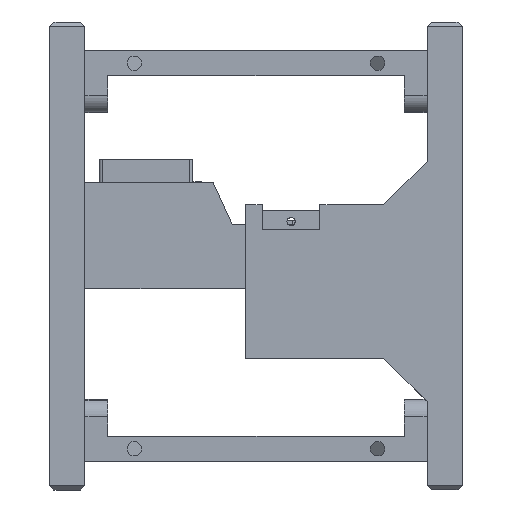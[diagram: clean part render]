
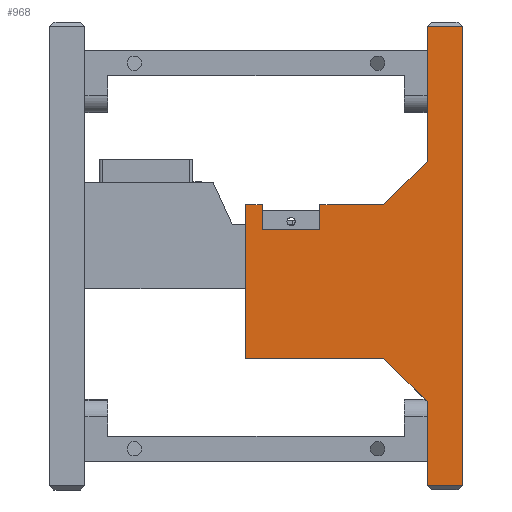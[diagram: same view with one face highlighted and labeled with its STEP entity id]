
A CAD part, front view. The second image highlights one B-rep face of the part: STEP entity #968.
In plain terms, the highlighted planar face has unit normal (0, -1, 0).
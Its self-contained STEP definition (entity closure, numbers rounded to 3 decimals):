
#45 = ORIENTED_EDGE ( 'NONE', *, *, #2887, .F. ) ;
#135 = VECTOR ( 'NONE', #12382, 1000. ) ;
#258 = EDGE_CURVE ( 'NONE', #12664, #5324, #4853, .T. ) ;
#780 = ORIENTED_EDGE ( 'NONE', *, *, #12817, .F. ) ;
#968 = ADVANCED_FACE ( 'NONE', ( #7155 ), #14150, .T. ) ;
#1586 = DIRECTION ( 'NONE',  ( 0., 0., -1. ) ) ;
#1663 = CARTESIAN_POINT ( 'NONE',  ( -25., 0., 69.157 ) ) ;
#1736 = EDGE_LOOP ( 'NONE', ( #2922, #20183, #5547, #45, #18299, #11765, #8147, #19911, #19105, #9326, #6678, #780, #9119, #21578 ) ) ;
#2276 = VECTOR ( 'NONE', #17402, 1000. ) ;
#2298 = EDGE_CURVE ( 'NONE', #19463, #12399, #5578, .T. ) ;
#2598 = VERTEX_POINT ( 'NONE', #7598 ) ;
#2756 = VERTEX_POINT ( 'NONE', #15145 ) ;
#2831 = VECTOR ( 'NONE', #14308, 1000. ) ;
#2887 = EDGE_CURVE ( 'NONE', #9527, #4185, #3279, .T. ) ;
#2922 = ORIENTED_EDGE ( 'NONE', *, *, #9555, .F. ) ;
#2968 = VECTOR ( 'NONE', #20450, 1000. ) ;
#3279 = LINE ( 'NONE', #1663, #2968 ) ;
#3398 = LINE ( 'NONE', #5127, #10101 ) ;
#3454 = VERTEX_POINT ( 'NONE', #10001 ) ;
#3512 = DIRECTION ( 'NONE',  ( 1., 0., 0. ) ) ;
#3583 = LINE ( 'NONE', #11037, #14936 ) ;
#3855 = CARTESIAN_POINT ( 'NONE',  ( -25., 0., 32. ) ) ;
#3903 = VECTOR ( 'NONE', #21808, 1000. ) ;
#3938 = CARTESIAN_POINT ( 'NONE',  ( -26., 0., 63.2 ) ) ;
#4185 = VERTEX_POINT ( 'NONE', #7965 ) ;
#4536 = CARTESIAN_POINT ( 'NONE',  ( 0., 0., 1. ) ) ;
#4623 = CARTESIAN_POINT ( 'NONE',  ( 0., 0., 113.5 ) ) ;
#4794 = VERTEX_POINT ( 'NONE', #13714 ) ;
#4842 = CARTESIAN_POINT ( 'NONE',  ( -44., 0., 69.157 ) ) ;
#4853 = LINE ( 'NONE', #18902, #2276 ) ;
#4858 = EDGE_CURVE ( 'NONE', #4185, #4794, #19238, .T. ) ;
#4880 = LINE ( 'NONE', #4536, #18339 ) ;
#5127 = CARTESIAN_POINT ( 'NONE',  ( -10.5, 0., 69.157 ) ) ;
#5324 = VERTEX_POINT ( 'NONE', #19808 ) ;
#5360 = CARTESIAN_POINT ( 'NONE',  ( -25., 0., 69.157 ) ) ;
#5547 = ORIENTED_EDGE ( 'NONE', *, *, #4858, .F. ) ;
#5578 = LINE ( 'NONE', #9385, #9760 ) ;
#5652 = LINE ( 'NONE', #10931, #13691 ) ;
#6512 = DIRECTION ( 'NONE',  ( -1., 0., 0. ) ) ;
#6678 = ORIENTED_EDGE ( 'NONE', *, *, #258, .F. ) ;
#7109 = DIRECTION ( 'NONE',  ( -0.707, 0., -0.707 ) ) ;
#7155 = FACE_OUTER_BOUND ( 'NONE', #1736, .T. ) ;
#7304 = EDGE_CURVE ( 'NONE', #2756, #9909, #3398, .T. ) ;
#7598 = CARTESIAN_POINT ( 'NONE',  ( -26., 0., 69.157 ) ) ;
#7711 = DIRECTION ( 'NONE',  ( 0., 0., 1. ) ) ;
#7735 = CARTESIAN_POINT ( 'NONE',  ( 0., 0., 21.5 ) ) ;
#7965 = CARTESIAN_POINT ( 'NONE',  ( -40., 0., 69.157 ) ) ;
#8147 = ORIENTED_EDGE ( 'NONE', *, *, #2298, .T. ) ;
#8807 = CARTESIAN_POINT ( 'NONE',  ( -10.5, 0., 32. ) ) ;
#8944 = EDGE_CURVE ( 'NONE', #3454, #9527, #9737, .T. ) ;
#9119 = ORIENTED_EDGE ( 'NONE', *, *, #7304, .T. ) ;
#9160 = LINE ( 'NONE', #19618, #2831 ) ;
#9326 = ORIENTED_EDGE ( 'NONE', *, *, #21353, .F. ) ;
#9385 = CARTESIAN_POINT ( 'NONE',  ( -10.5, 0., 32. ) ) ;
#9527 = VERTEX_POINT ( 'NONE', #4842 ) ;
#9555 = EDGE_CURVE ( 'NONE', #18419, #2598, #3583, .T. ) ;
#9737 = LINE ( 'NONE', #18687, #3903 ) ;
#9760 = VECTOR ( 'NONE', #16368, 1000. ) ;
#9909 = VERTEX_POINT ( 'NONE', #12064 ) ;
#9959 = VECTOR ( 'NONE', #18183, 1000. ) ;
#10001 = CARTESIAN_POINT ( 'NONE',  ( -44., 0., 32. ) ) ;
#10101 = VECTOR ( 'NONE', #7109, 1000. ) ;
#10135 = VECTOR ( 'NONE', #20740, 1000. ) ;
#10709 = DIRECTION ( 'NONE',  ( 0., 0., -1. ) ) ;
#10760 = LINE ( 'NONE', #3855, #135 ) ;
#10782 = EDGE_CURVE ( 'NONE', #4794, #18419, #9160, .T. ) ;
#10931 = CARTESIAN_POINT ( 'NONE',  ( 8.5, 0., 0. ) ) ;
#11028 = CARTESIAN_POINT ( 'NONE',  ( 0., 0., 0. ) ) ;
#11037 = CARTESIAN_POINT ( 'NONE',  ( -26., 0., 113.5 ) ) ;
#11195 = VERTEX_POINT ( 'NONE', #18311 ) ;
#11765 = ORIENTED_EDGE ( 'NONE', *, *, #17800, .T. ) ;
#12064 = CARTESIAN_POINT ( 'NONE',  ( -10.5, 0., 69.157 ) ) ;
#12068 = EDGE_CURVE ( 'NONE', #11195, #16776, #4880, .T. ) ;
#12245 = LINE ( 'NONE', #5360, #22189 ) ;
#12382 = DIRECTION ( 'NONE',  ( 1., 0., 0. ) ) ;
#12399 = VERTEX_POINT ( 'NONE', #7735 ) ;
#12656 = VECTOR ( 'NONE', #7711, 1000. ) ;
#12661 = CARTESIAN_POINT ( 'NONE',  ( 0., 0., 112.5 ) ) ;
#12664 = VERTEX_POINT ( 'NONE', #12661 ) ;
#12817 = EDGE_CURVE ( 'NONE', #2756, #12664, #19894, .T. ) ;
#13188 = EDGE_CURVE ( 'NONE', #2598, #9909, #12245, .T. ) ;
#13633 = AXIS2_PLACEMENT_3D ( 'NONE', #4623, #21182, #1586 ) ;
#13691 = VECTOR ( 'NONE', #10709, 1000. ) ;
#13714 = CARTESIAN_POINT ( 'NONE',  ( -40., 0., 63.2 ) ) ;
#13830 = CARTESIAN_POINT ( 'NONE',  ( -40., 0., 113.5 ) ) ;
#14150 = PLANE ( 'NONE',  #13633 ) ;
#14308 = DIRECTION ( 'NONE',  ( 1., 0., 0. ) ) ;
#14936 = VECTOR ( 'NONE', #21076, 1000. ) ;
#15145 = CARTESIAN_POINT ( 'NONE',  ( 0., 0., 79.657 ) ) ;
#16368 = DIRECTION ( 'NONE',  ( 0.707, 0., -0.707 ) ) ;
#16430 = CARTESIAN_POINT ( 'NONE',  ( 0., 0., 0. ) ) ;
#16776 = VERTEX_POINT ( 'NONE', #21278 ) ;
#17402 = DIRECTION ( 'NONE',  ( 1., 0., 0. ) ) ;
#17729 = LINE ( 'NONE', #11028, #9959 ) ;
#17800 = EDGE_CURVE ( 'NONE', #3454, #19463, #10760, .T. ) ;
#18183 = DIRECTION ( 'NONE',  ( 0., 0., 1. ) ) ;
#18299 = ORIENTED_EDGE ( 'NONE', *, *, #8944, .F. ) ;
#18311 = CARTESIAN_POINT ( 'NONE',  ( 8.5, 0., 1. ) ) ;
#18339 = VECTOR ( 'NONE', #6512, 1000. ) ;
#18419 = VERTEX_POINT ( 'NONE', #3938 ) ;
#18687 = CARTESIAN_POINT ( 'NONE',  ( -44., 0., 69.157 ) ) ;
#18844 = EDGE_CURVE ( 'NONE', #16776, #12399, #17729, .T. ) ;
#18902 = CARTESIAN_POINT ( 'NONE',  ( 0., 0., 112.5 ) ) ;
#19105 = ORIENTED_EDGE ( 'NONE', *, *, #12068, .F. ) ;
#19238 = LINE ( 'NONE', #13830, #10135 ) ;
#19463 = VERTEX_POINT ( 'NONE', #8807 ) ;
#19618 = CARTESIAN_POINT ( 'NONE',  ( 0., 0., 63.2 ) ) ;
#19808 = CARTESIAN_POINT ( 'NONE',  ( 8.5, 0., 112.5 ) ) ;
#19894 = LINE ( 'NONE', #16430, #12656 ) ;
#19911 = ORIENTED_EDGE ( 'NONE', *, *, #18844, .F. ) ;
#20183 = ORIENTED_EDGE ( 'NONE', *, *, #10782, .F. ) ;
#20450 = DIRECTION ( 'NONE',  ( 1., 0., 0. ) ) ;
#20740 = DIRECTION ( 'NONE',  ( 0., 0., -1. ) ) ;
#21076 = DIRECTION ( 'NONE',  ( 0., 0., 1. ) ) ;
#21182 = DIRECTION ( 'NONE',  ( 0., -1., 0. ) ) ;
#21278 = CARTESIAN_POINT ( 'NONE',  ( 0., 0., 1. ) ) ;
#21353 = EDGE_CURVE ( 'NONE', #5324, #11195, #5652, .T. ) ;
#21578 = ORIENTED_EDGE ( 'NONE', *, *, #13188, .F. ) ;
#21808 = DIRECTION ( 'NONE',  ( 0., 0., 1. ) ) ;
#22189 = VECTOR ( 'NONE', #3512, 1000. ) ;
